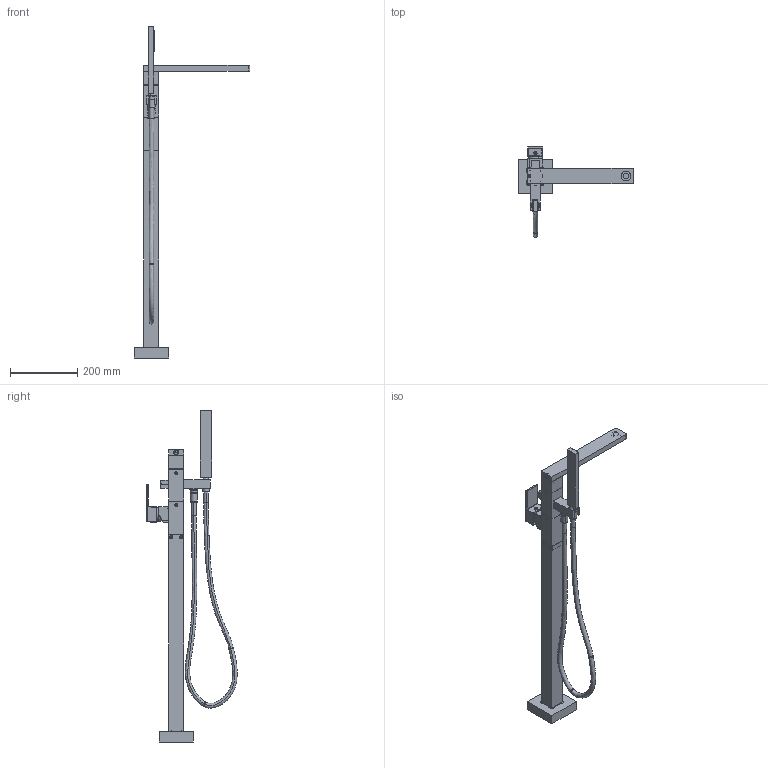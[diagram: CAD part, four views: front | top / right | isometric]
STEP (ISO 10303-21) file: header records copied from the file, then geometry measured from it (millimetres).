
FILE_DESCRIPTION(('CATIA V5 STEP Exchange','CAx-IF Rec.Pracs.--- Model Styling and Organization---1.5--- 2016-08-15','CAx-IF Rec.Pracs.---Supplemental Geometry---1.0---2011-11-01','CAx-IF Rec.Pracs.--- Composite Materials ---3.4---2017-06-13','CAx-IF Rec.Pracs.---Tessellated 3D Geometry---1.0---2015-12-17'),'2;1');
FILE_NAME('NE014200.stp','2021-03-10T10:16:04+00:00',('none'),('none'),'CATIA Version 5-6 Release 2020 SP2','CATIA V5 STEP AP242 v2','none');
FILE_SCHEMA(('AP242_MANAGED_MODEL_BASED_3D_ENGINEERING_MIM_LF {1 0 10303 442 1 1 4}'));
Length unit declared in the file: millimetre
Products named in the file (1): PR.0525.001_AllCATPart
Bounding box: 343.5 x 268.99 x 988 mm (x, y, z)
Volume: 1349378.6 mm3; surface area: 564282.4 mm2
Topology: 31 solids, 33 shells, 1633 faces, 3728 edges, 2352 vertices
Faces by surface type: plane 655, cylinder 574, cone 246, torus 115, bspline 27, sphere 16
Entity records: 46683 total; most frequent: CARTESIAN_POINT 12775, ORIENTED_EDGE 7352, DIRECTION 5518, EDGE_CURVE 3676, AXIS2_PLACEMENT_3D 2590, VERTEX_POINT 2309, EDGE_LOOP 1923, VECTOR 1874
